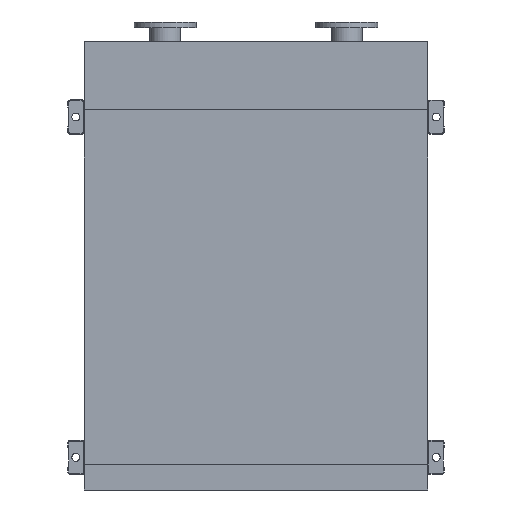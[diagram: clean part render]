
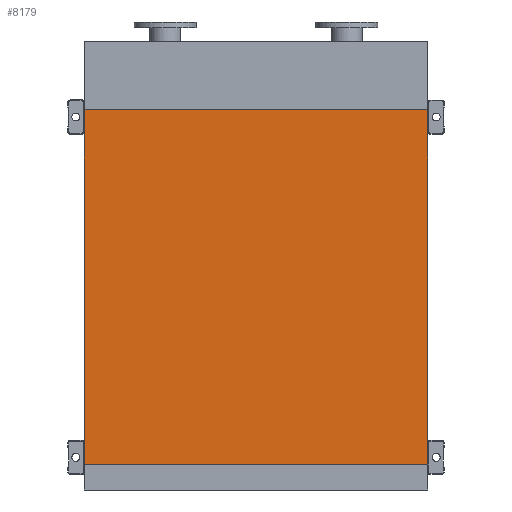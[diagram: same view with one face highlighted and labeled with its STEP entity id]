
A CAD part, front view. The second image highlights one B-rep face of the part: STEP entity #8179.
In plain terms, the highlighted planar face has unit normal (0, -1, 0).
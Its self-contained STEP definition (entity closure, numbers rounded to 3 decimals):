
#636 = CARTESIAN_POINT ( 'NONE',  ( -605., 0., 0. ) ) ;
#699 = DIRECTION ( 'NONE',  ( 1., 0., 0. ) ) ;
#898 = LINE ( 'NONE', #3836, #14918 ) ;
#2038 = CARTESIAN_POINT ( 'NONE',  ( -605., 0., -1250. ) ) ;
#2080 = PLANE ( 'NONE',  #10505 ) ;
#3068 = EDGE_LOOP ( 'NONE', ( #8794, #12289, #5534, #9207 ) ) ;
#3499 = DIRECTION ( 'NONE',  ( 1., 0., 0. ) ) ;
#3836 = CARTESIAN_POINT ( 'NONE',  ( 605., 0., -1250. ) ) ;
#4969 = DIRECTION ( 'NONE',  ( 0., 0., -1. ) ) ;
#5055 = CARTESIAN_POINT ( 'NONE',  ( -605., 0., -1250. ) ) ;
#5534 = ORIENTED_EDGE ( 'NONE', *, *, #11927, .T. ) ;
#6617 = CARTESIAN_POINT ( 'NONE',  ( -605., 0., -1250. ) ) ;
#6856 = VERTEX_POINT ( 'NONE', #10073 ) ;
#8179 = ADVANCED_FACE ( 'NONE', ( #13592 ), #2080, .T. ) ;
#8600 = VECTOR ( 'NONE', #3499, 1000. ) ;
#8794 = ORIENTED_EDGE ( 'NONE', *, *, #11932, .F. ) ;
#9207 = ORIENTED_EDGE ( 'NONE', *, *, #11702, .T. ) ;
#10073 = CARTESIAN_POINT ( 'NONE',  ( 605., 0., -1250. ) ) ;
#10216 = VECTOR ( 'NONE', #17095, 1000. ) ;
#10291 = VERTEX_POINT ( 'NONE', #5055 ) ;
#10505 = AXIS2_PLACEMENT_3D ( 'NONE', #15584, #13005, #4969 ) ;
#10695 = VERTEX_POINT ( 'NONE', #12520 ) ;
#10726 = DIRECTION ( 'NONE',  ( 0., 0., 1. ) ) ;
#11701 = VECTOR ( 'NONE', #699, 1000. ) ;
#11702 = EDGE_CURVE ( 'NONE', #6856, #10695, #898, .T. ) ;
#11927 = EDGE_CURVE ( 'NONE', #10291, #6856, #12104, .T. ) ;
#11932 = EDGE_CURVE ( 'NONE', #16121, #10695, #12493, .T. ) ;
#12104 = LINE ( 'NONE', #2038, #8600 ) ;
#12289 = ORIENTED_EDGE ( 'NONE', *, *, #13498, .F. ) ;
#12493 = LINE ( 'NONE', #636, #11701 ) ;
#12520 = CARTESIAN_POINT ( 'NONE',  ( 605., 0., 0. ) ) ;
#13005 = DIRECTION ( 'NONE',  ( 0., -1., 0. ) ) ;
#13498 = EDGE_CURVE ( 'NONE', #10291, #16121, #13690, .T. ) ;
#13592 = FACE_OUTER_BOUND ( 'NONE', #3068, .T. ) ;
#13690 = LINE ( 'NONE', #6617, #10216 ) ;
#14918 = VECTOR ( 'NONE', #10726, 1000. ) ;
#15584 = CARTESIAN_POINT ( 'NONE',  ( -605., 0., -1250. ) ) ;
#16121 = VERTEX_POINT ( 'NONE', #16758 ) ;
#16758 = CARTESIAN_POINT ( 'NONE',  ( -605., 0., 0. ) ) ;
#17095 = DIRECTION ( 'NONE',  ( 0., 0., 1. ) ) ;
